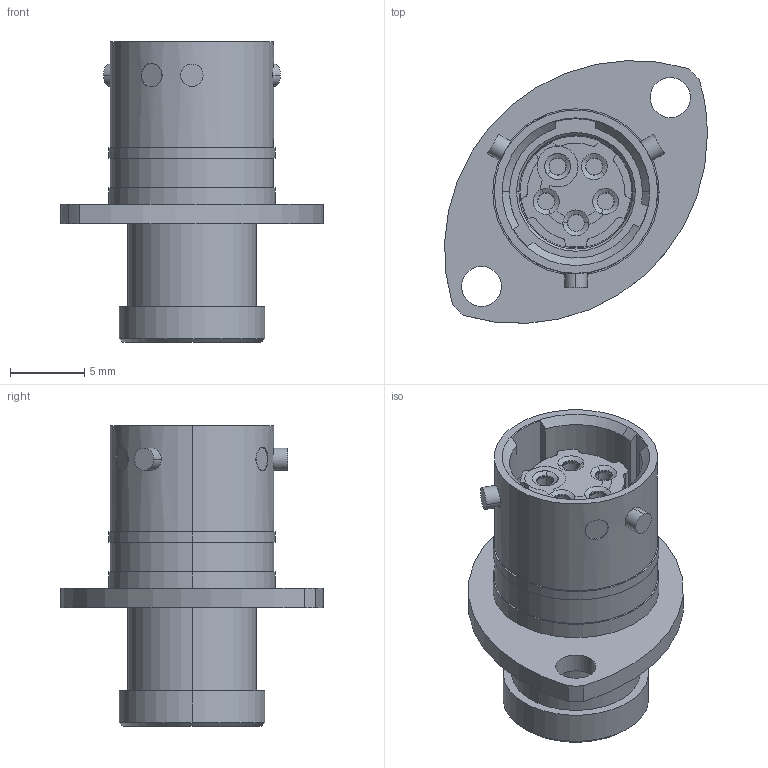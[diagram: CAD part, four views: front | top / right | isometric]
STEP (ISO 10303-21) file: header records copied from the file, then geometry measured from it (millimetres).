
FILE_DESCRIPTION (( 'STEP AP214' ), '1' );
FILE_NAME ('ASL006-05SA-HE.STEP', '2013-09-02T14:50:58', ( 'TE Connectivity' ), ( 'TE Connectivity' ), 'SwSTEP 2.0', 'SolidWorks 2011', '' );
FILE_SCHEMA (( 'AUTOMOTIVE_DESIGN' ));
Length unit declared in the file: inch
Products named in the file (1): ASL006-05SA-HE
Bounding box: 17.71 x 17.7 x 20.25 mm (x, y, z)
Volume: 1515.4 mm3; surface area: 3180.6 mm2
Topology: 7 solids, 7 shells, 370 faces, 862 edges, 527 vertices
Faces by surface type: cylinder 170, plane 83, torus 62, cone 55
Entity records: 15808 total; most frequent: CARTESIAN_POINT 2066, DIRECTION 2058, ORIENTED_EDGE 1724, AXIS2_PLACEMENT_3D 879, EDGE_CURVE 862, VERTEX_POINT 527, CIRCLE 508, EDGE_LOOP 423
